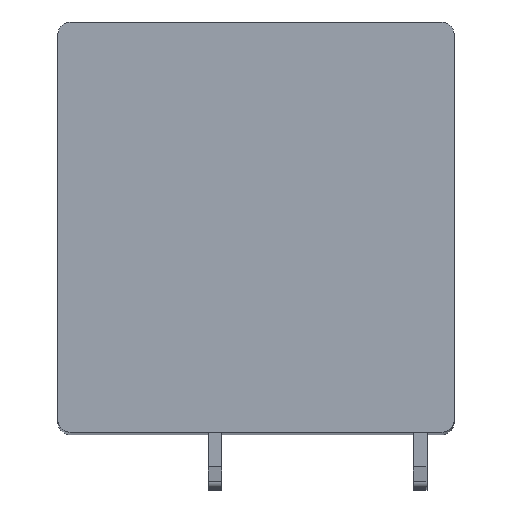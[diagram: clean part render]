
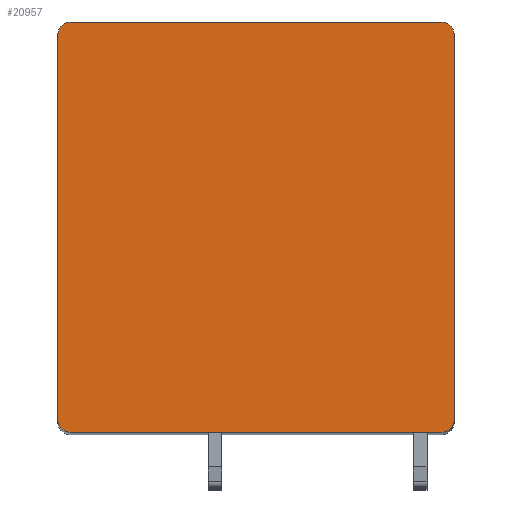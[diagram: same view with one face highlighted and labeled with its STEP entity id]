
A CAD part, top view. The second image highlights one B-rep face of the part: STEP entity #20957.
In plain terms, the highlighted planar face has unit normal (0, 0, 1).
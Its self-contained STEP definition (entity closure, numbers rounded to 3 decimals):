
#6681=CARTESIAN_POINT('',(-13.5,14.,95.));
#6682=DIRECTION('',(0.,0.,1.));
#6683=DIRECTION('',(0.,1.,0.));
#6684=AXIS2_PLACEMENT_3D('',#6681,#6682,#6683);
#6686=DIRECTION('',(-1.,0.,0.));
#6687=VECTOR('',#6686,27.);
#6688=CARTESIAN_POINT('',(13.5,15.,95.));
#6689=LINE('',#6688,#6687);
#6690=CARTESIAN_POINT('',(13.5,14.,95.));
#6691=DIRECTION('',(0.,0.,1.));
#6692=DIRECTION('',(1.,0.,0.));
#6693=AXIS2_PLACEMENT_3D('',#6690,#6691,#6692);
#6695=DIRECTION('',(0.,1.,0.));
#6696=VECTOR('',#6695,28.);
#6697=CARTESIAN_POINT('',(14.5,-14.,95.));
#6698=LINE('',#6697,#6696);
#6699=CARTESIAN_POINT('',(13.5,-14.,95.));
#6700=DIRECTION('',(0.,0.,1.));
#6701=DIRECTION('',(0.,-1.,0.));
#6702=AXIS2_PLACEMENT_3D('',#6699,#6700,#6701);
#6704=DIRECTION('',(1.,0.,0.));
#6705=VECTOR('',#6704,27.);
#6706=CARTESIAN_POINT('',(-13.5,-15.,95.));
#6707=LINE('',#6706,#6705);
#6708=CARTESIAN_POINT('',(-13.5,-14.,95.));
#6709=DIRECTION('',(0.,0.,1.));
#6710=DIRECTION('',(-1.,0.,0.));
#6711=AXIS2_PLACEMENT_3D('',#6708,#6709,#6710);
#6713=DIRECTION('',(0.,-1.,0.));
#6714=VECTOR('',#6713,28.);
#6715=CARTESIAN_POINT('',(-14.5,14.,95.));
#6716=LINE('',#6715,#6714);
#9492=CARTESIAN_POINT('',(-13.5,15.,95.));
#9493=VERTEX_POINT('',#9492);
#9494=CARTESIAN_POINT('',(-14.5,14.,95.));
#9495=VERTEX_POINT('',#9494);
#9500=CARTESIAN_POINT('',(14.5,14.,95.));
#9501=VERTEX_POINT('',#9500);
#9502=CARTESIAN_POINT('',(13.5,15.,95.));
#9503=VERTEX_POINT('',#9502);
#9508=CARTESIAN_POINT('',(-14.5,-14.,95.));
#9509=VERTEX_POINT('',#9508);
#9510=CARTESIAN_POINT('',(-13.5,-15.,95.));
#9511=VERTEX_POINT('',#9510);
#9516=CARTESIAN_POINT('',(13.5,-15.,95.));
#9517=VERTEX_POINT('',#9516);
#9518=CARTESIAN_POINT('',(14.5,-14.,95.));
#9519=VERTEX_POINT('',#9518);
#20942=CARTESIAN_POINT('',(0.,0.,95.));
#20943=DIRECTION('',(0.,0.,1.));
#20944=DIRECTION('',(1.,0.,0.));
#20945=AXIS2_PLACEMENT_3D('',#20942,#20943,#20944);
#20946=PLANE('',#20945);
#20947=ORIENTED_EDGE('',*,*,#11268,.F.);
#20948=ORIENTED_EDGE('',*,*,#11284,.F.);
#20949=ORIENTED_EDGE('',*,*,#12077,.F.);
#20950=ORIENTED_EDGE('',*,*,#12092,.F.);
#20951=ORIENTED_EDGE('',*,*,#12105,.F.);
#20952=ORIENTED_EDGE('',*,*,#12118,.F.);
#20953=ORIENTED_EDGE('',*,*,#18853,.F.);
#20954=ORIENTED_EDGE('',*,*,#18865,.F.);
#20955=EDGE_LOOP('',(#20947,#20948,#20949,#20950,#20951,#20952,#20953,#20954));
#20956=FACE_OUTER_BOUND('',#20955,.F.);
#6685=CIRCLE('',#6684,1.);
#6694=CIRCLE('',#6693,1.);
#6703=CIRCLE('',#6702,1.);
#6712=CIRCLE('',#6711,1.);
#11268=EDGE_CURVE('',#9493,#9495,#6685,.T.);
#11284=EDGE_CURVE('',#9503,#9493,#6689,.T.);
#12077=EDGE_CURVE('',#9501,#9503,#6694,.T.);
#12092=EDGE_CURVE('',#9519,#9501,#6698,.T.);
#12105=EDGE_CURVE('',#9517,#9519,#6703,.T.);
#12118=EDGE_CURVE('',#9511,#9517,#6707,.T.);
#18853=EDGE_CURVE('',#9509,#9511,#6712,.T.);
#18865=EDGE_CURVE('',#9495,#9509,#6716,.T.);
#20957=ADVANCED_FACE('',(#20956),#20946,.T.);
